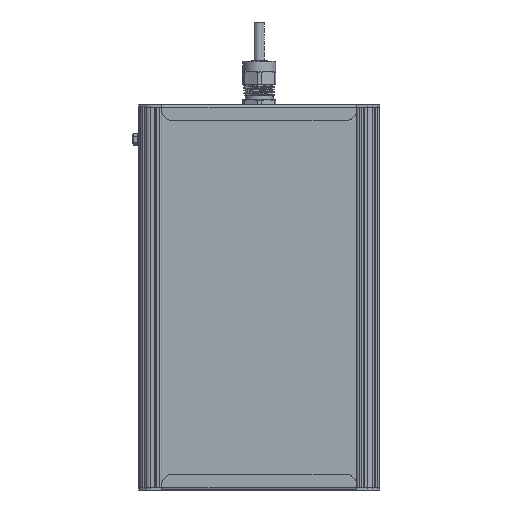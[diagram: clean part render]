
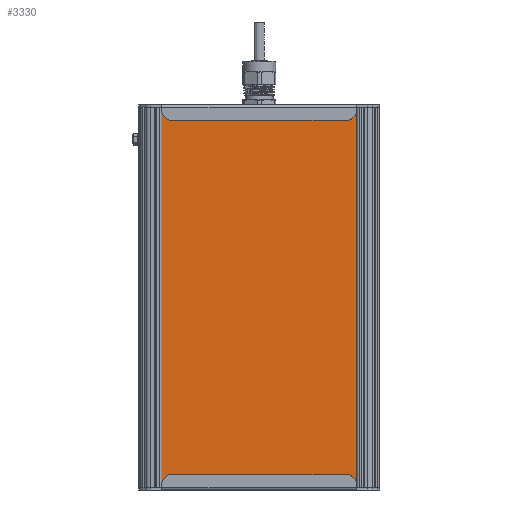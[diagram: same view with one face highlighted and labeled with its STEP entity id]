
A CAD part, front view. The second image highlights one B-rep face of the part: STEP entity #3330.
In plain terms, the highlighted face is planar.
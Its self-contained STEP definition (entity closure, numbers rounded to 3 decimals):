
#3330=ADVANCED_FACE('',(#9797),#9799,.T.);
#9797=FACE_BOUND('',#9798,.T.);
#9798=EDGE_LOOP('',(#38220,#38221,#38222,#38223));
#9799=PLANE('',#9800);
#9800=AXIS2_PLACEMENT_3D('',#9801,#9802,#9803);
#9801=CARTESIAN_POINT('',(2111.497,401.002,-34.582));
#9802=DIRECTION('',(0.,0.,-1.));
#9803=DIRECTION('',(0.,1.,0.));
#38220=ORIENTED_EDGE('',*,*,#43646,.F.);
#38221=ORIENTED_EDGE('',*,*,#43654,.F.);
#38222=ORIENTED_EDGE('',*,*,#43651,.T.);
#38223=ORIENTED_EDGE('',*,*,#43655,.F.);
#43646=EDGE_CURVE('',#47802,#47804,#47805,.T.);
#43651=EDGE_CURVE('',#47812,#47813,#47814,.T.);
#43654=EDGE_CURVE('',#47812,#47802,#47817,.T.);
#43655=EDGE_CURVE('',#47804,#47813,#47818,.T.);
#47802=VERTEX_POINT('',#56610);
#47804=VERTEX_POINT('',#56614);
#47805=LINE('',#56615,#56616);
#47812=VERTEX_POINT('',#56632);
#47813=VERTEX_POINT('',#56633);
#47814=LINE('',#56634,#56635);
#47817=LINE('',#56643,#56644);
#47818=LINE('',#56646,#56647);
#56610=CARTESIAN_POINT('',(2111.497,401.002,-34.582));
#56614=CARTESIAN_POINT('',(2407.497,401.002,-34.582));
#56615=CARTESIAN_POINT('',(2111.497,401.002,-34.582));
#56616=VECTOR('',#56617,1.);
#56617=DIRECTION('',(1.,0.,0.));
#56632=CARTESIAN_POINT('',(2111.497,565.13,-34.582));
#56633=CARTESIAN_POINT('',(2407.497,565.13,-34.582));
#56634=CARTESIAN_POINT('',(2111.497,565.13,-34.582));
#56635=VECTOR('',#56636,1.);
#56636=DIRECTION('',(1.,0.,0.));
#56643=CARTESIAN_POINT('',(2111.497,565.13,-34.582));
#56644=VECTOR('',#56645,1.);
#56645=DIRECTION('',(0.,-1.,0.));
#56646=CARTESIAN_POINT('',(2407.497,401.002,-34.582));
#56647=VECTOR('',#56648,1.);
#56648=DIRECTION('',(0.,1.,0.));
